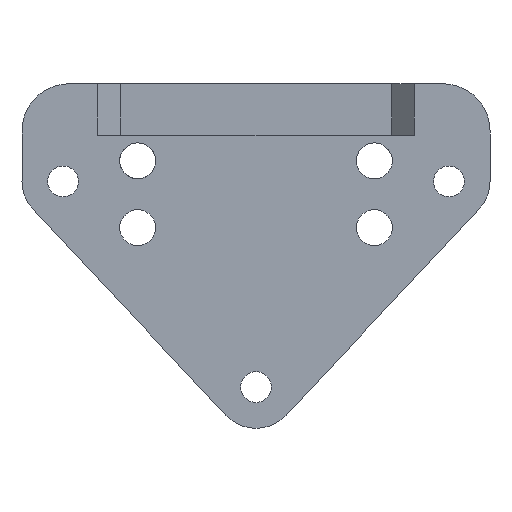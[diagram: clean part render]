
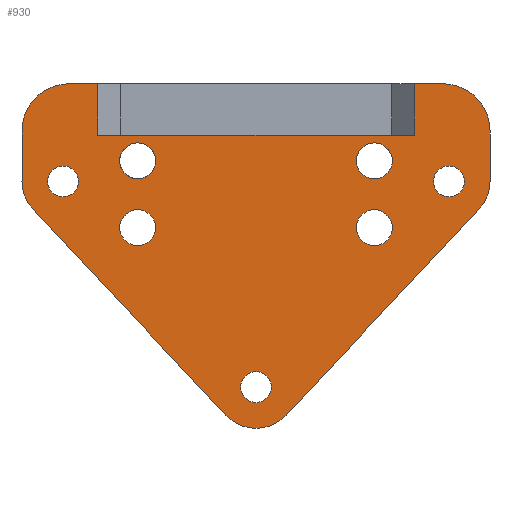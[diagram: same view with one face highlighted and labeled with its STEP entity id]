
A CAD part, front view. The second image highlights one B-rep face of the part: STEP entity #930.
In plain terms, the highlighted planar face has unit normal (0, -1, 0).
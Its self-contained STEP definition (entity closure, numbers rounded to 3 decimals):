
#43=FACE_BOUND('',#165,.T.);
#44=FACE_BOUND('',#166,.T.);
#45=FACE_BOUND('',#167,.T.);
#46=FACE_BOUND('',#168,.T.);
#47=FACE_BOUND('',#169,.T.);
#48=FACE_BOUND('',#170,.T.);
#49=FACE_BOUND('',#171,.T.);
#72=PLANE('',#1022);
#110=FACE_OUTER_BOUND('',#164,.T.);
#164=EDGE_LOOP('',(#810,#811,#812,#813,#814,#815,#816,#817,#818,#819,#820,
#821,#822,#823));
#165=EDGE_LOOP('',(#824));
#166=EDGE_LOOP('',(#825));
#167=EDGE_LOOP('',(#826));
#168=EDGE_LOOP('',(#827));
#169=EDGE_LOOP('',(#828));
#170=EDGE_LOOP('',(#829));
#171=EDGE_LOOP('',(#830));
#243=LINE('',#1486,#337);
#248=LINE('',#1497,#342);
#250=LINE('',#1500,#344);
#251=LINE('',#1503,#345);
#257=LINE('',#1514,#351);
#264=LINE('',#1534,#358);
#265=LINE('',#1538,#359);
#266=LINE('',#1542,#360);
#267=LINE('',#1546,#361);
#337=VECTOR('',#1205,10.);
#342=VECTOR('',#1214,10.);
#344=VECTOR('',#1218,10.);
#345=VECTOR('',#1221,10.);
#351=VECTOR('',#1229,10.);
#358=VECTOR('',#1254,10.);
#359=VECTOR('',#1257,10.);
#360=VECTOR('',#1260,10.);
#361=VECTOR('',#1263,10.);
#388=CIRCLE('',#976,3.);
#390=CIRCLE('',#980,3.);
#392=CIRCLE('',#984,3.);
#400=CIRCLE('',#1023,9.191);
#401=CIRCLE('',#1024,8.);
#402=CIRCLE('',#1025,8.);
#403=CIRCLE('',#1026,8.);
#404=CIRCLE('',#1027,9.191);
#405=CIRCLE('',#1028,3.5);
#406=CIRCLE('',#1029,3.5);
#407=CIRCLE('',#1030,3.5);
#408=CIRCLE('',#1031,3.5);
#436=VERTEX_POINT('',#1376);
#438=VERTEX_POINT('',#1384);
#440=VERTEX_POINT('',#1392);
#468=VERTEX_POINT('',#1480);
#470=VERTEX_POINT('',#1484);
#473=VERTEX_POINT('',#1494);
#474=VERTEX_POINT('',#1496);
#475=VERTEX_POINT('',#1502);
#479=VERTEX_POINT('',#1512);
#482=VERTEX_POINT('',#1531);
#483=VERTEX_POINT('',#1533);
#484=VERTEX_POINT('',#1535);
#485=VERTEX_POINT('',#1537);
#486=VERTEX_POINT('',#1539);
#487=VERTEX_POINT('',#1541);
#488=VERTEX_POINT('',#1543);
#489=VERTEX_POINT('',#1545);
#490=VERTEX_POINT('',#1548);
#491=VERTEX_POINT('',#1550);
#492=VERTEX_POINT('',#1552);
#493=VERTEX_POINT('',#1554);
#523=EDGE_CURVE('',#436,#436,#388,.T.);
#527=EDGE_CURVE('',#438,#438,#390,.T.);
#531=EDGE_CURVE('',#440,#440,#392,.T.);
#578=EDGE_CURVE('',#468,#470,#243,.T.);
#583=EDGE_CURVE('',#474,#473,#248,.T.);
#585=EDGE_CURVE('',#470,#474,#250,.T.);
#586=EDGE_CURVE('',#468,#475,#251,.T.);
#593=EDGE_CURVE('',#479,#473,#257,.T.);
#602=EDGE_CURVE('',#482,#479,#400,.T.);
#603=EDGE_CURVE('',#483,#482,#264,.T.);
#604=EDGE_CURVE('',#484,#483,#401,.T.);
#605=EDGE_CURVE('',#485,#484,#265,.T.);
#606=EDGE_CURVE('',#486,#485,#402,.T.);
#607=EDGE_CURVE('',#487,#486,#266,.T.);
#608=EDGE_CURVE('',#488,#487,#403,.T.);
#609=EDGE_CURVE('',#488,#489,#267,.T.);
#610=EDGE_CURVE('',#475,#489,#404,.T.);
#611=EDGE_CURVE('',#490,#490,#405,.T.);
#612=EDGE_CURVE('',#491,#491,#406,.T.);
#613=EDGE_CURVE('',#492,#492,#407,.T.);
#614=EDGE_CURVE('',#493,#493,#408,.T.);
#810=ORIENTED_EDGE('',*,*,#583,.T.);
#811=ORIENTED_EDGE('',*,*,#593,.F.);
#812=ORIENTED_EDGE('',*,*,#602,.F.);
#813=ORIENTED_EDGE('',*,*,#603,.F.);
#814=ORIENTED_EDGE('',*,*,#604,.F.);
#815=ORIENTED_EDGE('',*,*,#605,.F.);
#816=ORIENTED_EDGE('',*,*,#606,.F.);
#817=ORIENTED_EDGE('',*,*,#607,.F.);
#818=ORIENTED_EDGE('',*,*,#608,.F.);
#819=ORIENTED_EDGE('',*,*,#609,.T.);
#820=ORIENTED_EDGE('',*,*,#610,.F.);
#821=ORIENTED_EDGE('',*,*,#586,.F.);
#822=ORIENTED_EDGE('',*,*,#578,.T.);
#823=ORIENTED_EDGE('',*,*,#585,.T.);
#824=ORIENTED_EDGE('',*,*,#527,.F.);
#825=ORIENTED_EDGE('',*,*,#611,.F.);
#826=ORIENTED_EDGE('',*,*,#531,.F.);
#827=ORIENTED_EDGE('',*,*,#612,.F.);
#828=ORIENTED_EDGE('',*,*,#613,.F.);
#829=ORIENTED_EDGE('',*,*,#614,.F.);
#830=ORIENTED_EDGE('',*,*,#523,.F.);
#930=ADVANCED_FACE('',(#110,#43,#44,#45,#46,#47,#48,#49),#72,.F.);
#976=AXIS2_PLACEMENT_3D('',#1378,#1097,#1098);
#980=AXIS2_PLACEMENT_3D('',#1386,#1107,#1108);
#984=AXIS2_PLACEMENT_3D('',#1394,#1117,#1118);
#1022=AXIS2_PLACEMENT_3D('',#1530,#1250,#1251);
#1023=AXIS2_PLACEMENT_3D('',#1532,#1252,#1253);
#1024=AXIS2_PLACEMENT_3D('',#1536,#1255,#1256);
#1025=AXIS2_PLACEMENT_3D('',#1540,#1258,#1259);
#1026=AXIS2_PLACEMENT_3D('',#1544,#1261,#1262);
#1027=AXIS2_PLACEMENT_3D('',#1547,#1264,#1265);
#1028=AXIS2_PLACEMENT_3D('',#1549,#1266,#1267);
#1029=AXIS2_PLACEMENT_3D('',#1551,#1268,#1269);
#1030=AXIS2_PLACEMENT_3D('',#1553,#1270,#1271);
#1031=AXIS2_PLACEMENT_3D('',#1555,#1272,#1273);
#1097=DIRECTION('center_axis',(0.,-1.,0.));
#1098=DIRECTION('ref_axis',(-1.,0.,0.));
#1107=DIRECTION('center_axis',(0.,-1.,0.));
#1108=DIRECTION('ref_axis',(-1.,0.,0.));
#1117=DIRECTION('center_axis',(0.,-1.,0.));
#1118=DIRECTION('ref_axis',(-1.,0.,0.));
#1205=DIRECTION('',(0.,0.,-1.));
#1214=DIRECTION('',(0.,0.,1.));
#1218=DIRECTION('',(-1.,0.,0.));
#1221=DIRECTION('',(1.,0.,0.));
#1229=DIRECTION('',(1.,0.,0.));
#1250=DIRECTION('center_axis',(0.,1.,0.));
#1251=DIRECTION('ref_axis',(-1.,0.,0.));
#1252=DIRECTION('center_axis',(0.,1.,0.));
#1253=DIRECTION('ref_axis',(-1.,0.,0.));
#1254=DIRECTION('',(0.,0.,1.));
#1255=DIRECTION('center_axis',(0.,1.,0.));
#1256=DIRECTION('ref_axis',(-0.73,0.,-0.684));
#1257=DIRECTION('',(-0.684,0.,0.73));
#1258=DIRECTION('center_axis',(0.,1.,0.));
#1259=DIRECTION('ref_axis',(0.73,0.,-0.684));
#1260=DIRECTION('',(-0.684,0.,-0.73));
#1261=DIRECTION('center_axis',(0.,1.,0.));
#1262=DIRECTION('ref_axis',(1.,0.,0.));
#1263=DIRECTION('',(0.,0.,1.));
#1264=DIRECTION('center_axis',(0.,1.,0.));
#1265=DIRECTION('ref_axis',(0.,0.,1.));
#1266=DIRECTION('center_axis',(0.,-1.,0.));
#1267=DIRECTION('ref_axis',(-1.,0.,0.));
#1268=DIRECTION('center_axis',(0.,-1.,0.));
#1269=DIRECTION('ref_axis',(-1.,0.,0.));
#1270=DIRECTION('center_axis',(0.,-1.,0.));
#1271=DIRECTION('ref_axis',(-1.,0.,0.));
#1272=DIRECTION('center_axis',(0.,-1.,0.));
#1273=DIRECTION('ref_axis',(-1.,0.,0.));
#1376=CARTESIAN_POINT('',(158.981,-176.571,430.));
#1378=CARTESIAN_POINT('Origin',(155.981,-176.571,430.));
#1384=CARTESIAN_POINT('',(196.481,-176.571,390.));
#1386=CARTESIAN_POINT('Origin',(193.481,-176.571,390.));
#1392=CARTESIAN_POINT('',(233.981,-176.571,430.));
#1394=CARTESIAN_POINT('Origin',(230.981,-176.571,430.));
#1480=CARTESIAN_POINT('',(224.247,-176.571,449.));
#1484=CARTESIAN_POINT('',(224.247,-176.571,439.));
#1486=CARTESIAN_POINT('',(224.247,-176.571,432.25));
#1494=CARTESIAN_POINT('',(162.715,-176.571,449.));
#1496=CARTESIAN_POINT('',(162.715,-176.571,439.));
#1497=CARTESIAN_POINT('',(162.715,-176.571,432.25));
#1500=CARTESIAN_POINT('',(193.481,-176.571,439.));
#1502=CARTESIAN_POINT('',(229.791,-176.571,449.));
#1503=CARTESIAN_POINT('',(157.172,-176.571,449.));
#1512=CARTESIAN_POINT('',(157.172,-176.571,449.));
#1514=CARTESIAN_POINT('',(157.172,-176.571,449.));
#1530=CARTESIAN_POINT('Origin',(193.481,-176.571,415.5));
#1531=CARTESIAN_POINT('',(147.981,-176.571,439.809));
#1532=CARTESIAN_POINT('Origin',(157.172,-176.571,439.809));
#1533=CARTESIAN_POINT('',(147.981,-176.571,430.));
#1534=CARTESIAN_POINT('',(147.981,-176.571,430.));
#1535=CARTESIAN_POINT('',(150.145,-176.571,424.528));
#1536=CARTESIAN_POINT('Origin',(155.981,-176.571,430.));
#1537=CARTESIAN_POINT('',(187.645,-176.571,384.528));
#1538=CARTESIAN_POINT('',(187.645,-176.571,384.528));
#1539=CARTESIAN_POINT('',(199.317,-176.571,384.528));
#1540=CARTESIAN_POINT('Origin',(193.481,-176.571,390.));
#1541=CARTESIAN_POINT('',(236.817,-176.571,424.528));
#1542=CARTESIAN_POINT('',(236.817,-176.571,424.528));
#1543=CARTESIAN_POINT('',(238.981,-176.571,430.));
#1544=CARTESIAN_POINT('Origin',(230.981,-176.571,430.));
#1545=CARTESIAN_POINT('',(238.981,-176.571,439.809));
#1546=CARTESIAN_POINT('',(238.981,-176.571,430.));
#1547=CARTESIAN_POINT('Origin',(229.791,-176.571,439.809));
#1548=CARTESIAN_POINT('',(219.981,-176.571,421.));
#1549=CARTESIAN_POINT('Origin',(216.481,-176.571,421.));
#1550=CARTESIAN_POINT('',(173.981,-176.571,434.));
#1551=CARTESIAN_POINT('Origin',(170.481,-176.571,434.));
#1552=CARTESIAN_POINT('',(173.981,-176.571,421.));
#1553=CARTESIAN_POINT('Origin',(170.481,-176.571,421.));
#1554=CARTESIAN_POINT('',(219.981,-176.571,434.));
#1555=CARTESIAN_POINT('Origin',(216.481,-176.571,434.));
